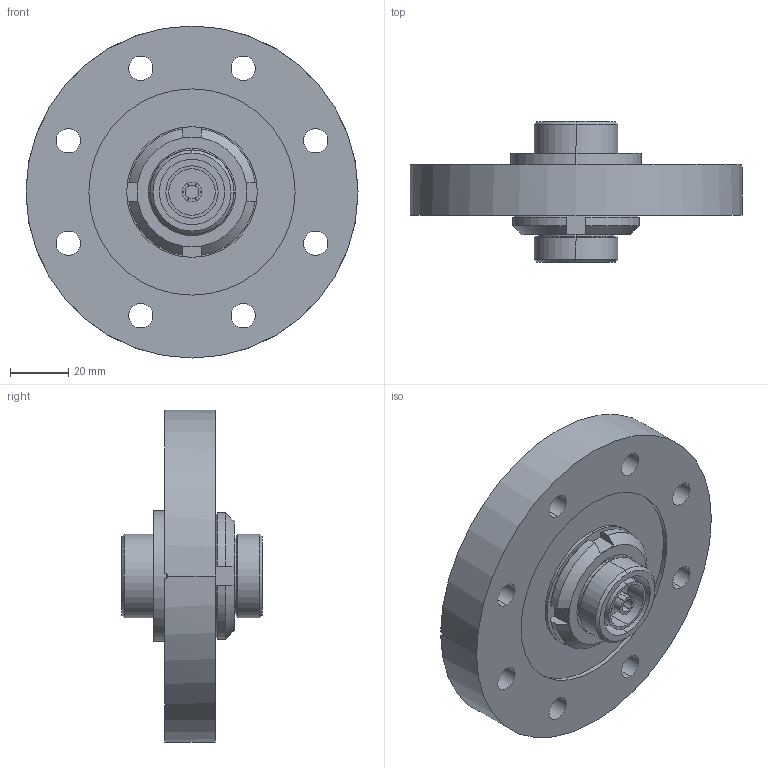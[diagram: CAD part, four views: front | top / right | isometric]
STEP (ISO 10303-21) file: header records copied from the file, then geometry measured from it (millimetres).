
FILE_DESCRIPTION (( 'STEP AP214' ), '1' );
FILE_NAME ('242-7_16-C63R.step', '2025-02-18T20:43:37', ( '' ), ( '' ), 'SwSTEP 2.0', 'SolidWorks 2022', '' );
FILE_SCHEMA (( 'AUTOMOTIVE_DESIGN' ));
Length unit declared in the file: millimetre
Products named in the file (10): 9242-7_16-4; 242-7_16-C63R_DN63; 242S-7_16; 9242-7_16-3; 370-VIT-35X2.5; 242-7_16-C63R; 9242-7_16-C63R_DN63CF; 9242-7_16-1; 9411-CXR-OUT_9411-C63R-OUT; 9242-7_16-2
Assembly tree (9 placements, depth 3):
  242-7_16-C63R
    9242-7_16-C63R_DN63CF
      242-7_16-C63R_DN63
      9411-CXR-OUT_9411-C63R-OUT
    242S-7_16
      9242-7_16-4
      9242-7_16-1
      9242-7_16-2
      9242-7_16-3
      370-VIT-35X2.5
Bounding box: 114.3 x 48.5 x 114.3 mm (x, y, z)
Volume: 170950.4 mm3; surface area: 57593.7 mm2
Topology: 7 solids, 7 shells, 209 faces, 488 edges, 314 vertices
Faces by surface type: cylinder 99, plane 78, cone 28, torus 4
Entity records: 6570 total; most frequent: CARTESIAN_POINT 1219, DIRECTION 1126, ORIENTED_EDGE 972, EDGE_CURVE 486, AXIS2_PLACEMENT_3D 451, VERTEX_POINT 314, EDGE_LOOP 258, CIRCLE 228
